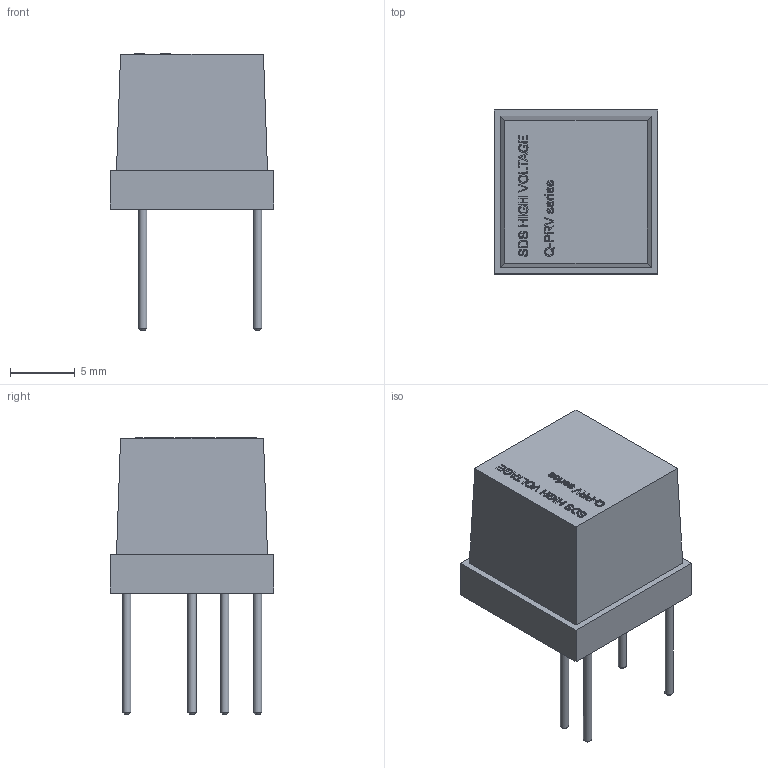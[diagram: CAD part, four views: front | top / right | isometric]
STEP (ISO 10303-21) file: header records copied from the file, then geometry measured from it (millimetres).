
FILE_DESCRIPTION(('FreeCAD Model'),'2;1');
FILE_NAME('Open CASCADE Shape Model','2025-10-01T17:02:51',(''),(''), 'Open CASCADE STEP processor 7.8','FreeCAD','Unknown');
FILE_SCHEMA(('AUTOMOTIVE_DESIGN { 1 0 10303 214 1 1 1 1 }'));
Length unit declared in the file: millimetre
Products named in the file (4): Q-PRV_series; Corps; SDS_HV; Q-PRV_SERIES
Assembly tree (3 placements, depth 2):
  Q-PRV_series
    Corps
    SDS_HV
    Q-PRV_SERIES
Bounding box: 12.7 x 12.7 x 21.45 mm (x, y, z)
Volume: 1666.1 mm3; surface area: 974.8 mm2
Topology: 27 solids, 27 shells, 537 faces, 1426 edges, 949 vertices
Faces by surface type: extrusion 309, plane 214, cylinder 5, cone 5, bspline 4
Full cylindrical faces by diameter (mm): 0.64 x5
Entity records: 17222 total; most frequent: CARTESIAN_POINT 4786, ORIENTED_EDGE 2852, DIRECTION 1584, EDGE_CURVE 1426, VECTOR 1098, VERTEX_POINT 949, B_SPLINE_CURVE_WITH_KNOTS 931, LINE 789
